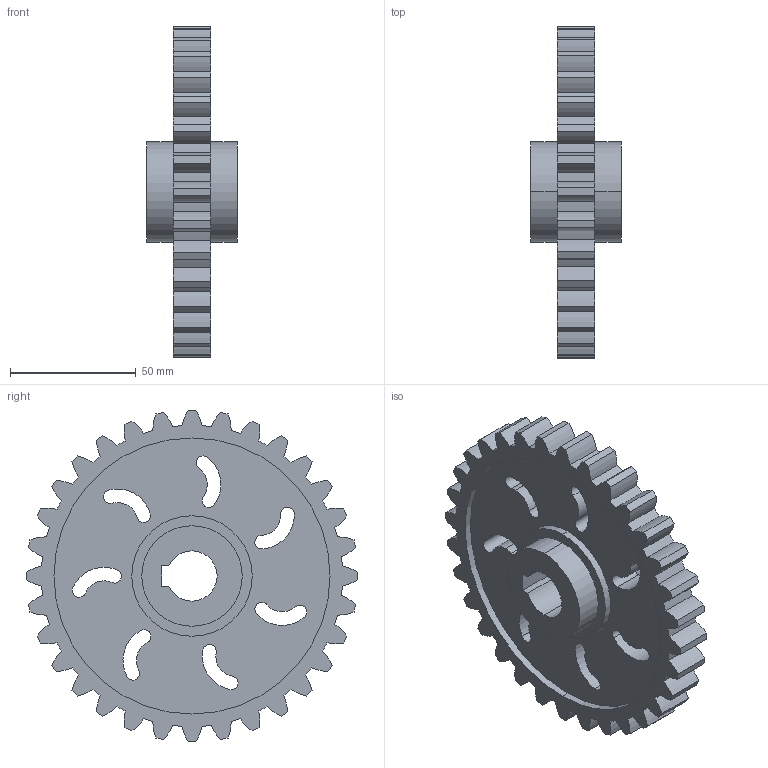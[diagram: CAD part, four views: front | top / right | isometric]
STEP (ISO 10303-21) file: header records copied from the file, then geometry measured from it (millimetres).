
FILE_DESCRIPTION (( 'STEP AP203' ), '1' );
FILE_NAME ('gear_Default_sldprt.STEP', '2025-10-06T18:16:20', ( '' ), ( '' ), 'SwSTEP 2.0', 'SolidWorks 2025', '' );
FILE_SCHEMA (( 'CONFIG_CONTROL_DESIGN' ));
Length unit declared in the file: millimetre
Products named in the file (1): gear_Default_sldprt
Bounding box: 36 x 132.27 x 132.27 mm (x, y, z)
Volume: 169022 mm3; surface area: 43345.2 mm2
Topology: 1 solids, 1 shells, 186 faces, 540 edges, 360 vertices
Faces by surface type: cylinder 145, plane 41
Entity records: 6403 total; most frequent: DIRECTION 1204, CARTESIAN_POINT 1087, ORIENTED_EDGE 1080, EDGE_CURVE 540, AXIS2_PLACEMENT_3D 477, VERTEX_POINT 360, CIRCLE 290, VECTOR 250
